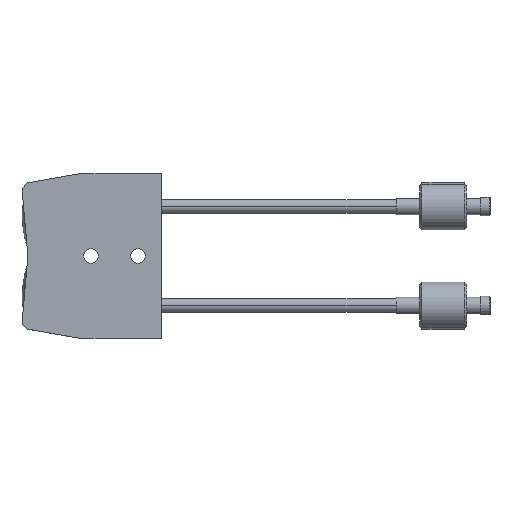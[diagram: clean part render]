
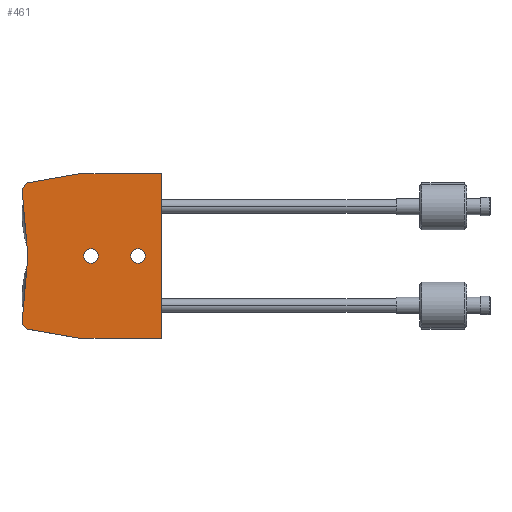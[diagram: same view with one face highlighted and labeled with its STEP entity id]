
A CAD part, top view. The second image highlights one B-rep face of the part: STEP entity #461.
In plain terms, the highlighted planar face has unit normal (0, 0, 1).
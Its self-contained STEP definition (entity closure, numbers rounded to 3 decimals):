
#1 = CARTESIAN_POINT ( 'NONE',  ( -15., 17.5, 5. ) ) ;
#3 = CARTESIAN_POINT ( 'NONE',  ( -13.696, -15.544, 5. ) ) ;
#12 = VERTEX_POINT ( 'NONE', #611 ) ;
#22 = ORIENTED_EDGE ( 'NONE', *, *, #338, .F. ) ;
#28 = VECTOR ( 'NONE', #216, 1000. ) ;
#39 = DIRECTION ( 'NONE',  ( 0.985, -0.174, 0. ) ) ;
#42 = AXIS2_PLACEMENT_3D ( 'NONE', #398, #799, #1608 ) ;
#57 = DIRECTION ( 'NONE',  ( 0., 0., 1. ) ) ;
#63 = DIRECTION ( 'NONE',  ( 1., 0., 0. ) ) ;
#79 = CIRCLE ( 'NONE', #582, 1.55 ) ;
#82 = VERTEX_POINT ( 'NONE', #1470 ) ;
#86 = EDGE_CURVE ( 'NONE', #215, #1218, #535, .T. ) ;
#115 = LINE ( 'NONE', #774, #174 ) ;
#124 = CARTESIAN_POINT ( 'NONE',  ( 10., 0., 5. ) ) ;
#129 = CARTESIAN_POINT ( 'NONE',  ( -2.6, 17.5, 5. ) ) ;
#135 = CIRCLE ( 'NONE', #42, 1.55 ) ;
#144 = ORIENTED_EDGE ( 'NONE', *, *, #1577, .F. ) ;
#146 = CARTESIAN_POINT ( 'NONE',  ( 0., 0., 5. ) ) ;
#174 = VECTOR ( 'NONE', #1702, 1000. ) ;
#182 = ORIENTED_EDGE ( 'NONE', *, *, #361, .T. ) ;
#183 = EDGE_CURVE ( 'NONE', #215, #1438, #115, .T. ) ;
#213 = DIRECTION ( 'NONE',  ( 0., 1., 0. ) ) ;
#215 = VERTEX_POINT ( 'NONE', #1700 ) ;
#216 = DIRECTION ( 'NONE',  ( 0.643, -0.766, 0. ) ) ;
#224 = CIRCLE ( 'NONE', #1240, 1.55 ) ;
#241 = VERTEX_POINT ( 'NONE', #956 ) ;
#244 = EDGE_CURVE ( 'NONE', #1442, #249, #560, .T. ) ;
#248 = DIRECTION ( 'NONE',  ( 1., 0., 0. ) ) ;
#249 = VERTEX_POINT ( 'NONE', #3 ) ;
#270 = ORIENTED_EDGE ( 'NONE', *, *, #86, .F. ) ;
#280 = DIRECTION ( 'NONE',  ( -0.087, 0.996, 0. ) ) ;
#281 = FACE_BOUND ( 'NONE', #927, .T. ) ;
#290 = EDGE_LOOP ( 'NONE', ( #22, #673, #182, #1144, #1505, #653, #270, #1184, #854 ) ) ;
#321 = FACE_BOUND ( 'NONE', #464, .T. ) ;
#338 = EDGE_CURVE ( 'NONE', #1442, #12, #1183, .T. ) ;
#361 = EDGE_CURVE ( 'NONE', #249, #782, #1055, .T. ) ;
#383 = LINE ( 'NONE', #1721, #841 ) ;
#398 = CARTESIAN_POINT ( 'NONE',  ( 0., 0., 5. ) ) ;
#428 = VECTOR ( 'NONE', #1109, 1000. ) ;
#435 = EDGE_CURVE ( 'NONE', #515, #241, #760, .T. ) ;
#436 = VECTOR ( 'NONE', #1239, 1000. ) ;
#444 = CARTESIAN_POINT ( 'NONE',  ( -15., -17.5, 5. ) ) ;
#459 = LINE ( 'NONE', #1, #1641 ) ;
#461 = ADVANCED_FACE ( 'NONE', ( #321, #281, #943 ), #1676, .F. ) ;
#464 = EDGE_LOOP ( 'NONE', ( #625, #1668 ) ) ;
#504 = CARTESIAN_POINT ( 'NONE',  ( 0., 0., 5. ) ) ;
#515 = VERTEX_POINT ( 'NONE', #856 ) ;
#535 = LINE ( 'NONE', #129, #816 ) ;
#544 = EDGE_CURVE ( 'NONE', #82, #1023, #224, .T. ) ;
#560 = LINE ( 'NONE', #885, #28 ) ;
#582 = AXIS2_PLACEMENT_3D ( 'NONE', #124, #905, #248 ) ;
#611 = CARTESIAN_POINT ( 'NONE',  ( -13.469, 0., 5. ) ) ;
#625 = ORIENTED_EDGE ( 'NONE', *, *, #544, .F. ) ;
#653 = ORIENTED_EDGE ( 'NONE', *, *, #656, .T. ) ;
#656 = EDGE_CURVE ( 'NONE', #241, #1218, #383, .T. ) ;
#659 = DIRECTION ( 'NONE',  ( 0.985, 0.174, 0. ) ) ;
#673 = ORIENTED_EDGE ( 'NONE', *, *, #244, .T. ) ;
#679 = EDGE_CURVE ( 'NONE', #1023, #82, #135, .T. ) ;
#708 = CARTESIAN_POINT ( 'NONE',  ( 10., 0., 5. ) ) ;
#713 = DIRECTION ( 'NONE',  ( -1., 0., 0. ) ) ;
#760 = LINE ( 'NONE', #863, #1039 ) ;
#774 = CARTESIAN_POINT ( 'NONE',  ( -14.713, 14.218, 5. ) ) ;
#782 = VERTEX_POINT ( 'NONE', #1099 ) ;
#799 = DIRECTION ( 'NONE',  ( 0., 0., 1. ) ) ;
#816 = VECTOR ( 'NONE', #659, 1000. ) ;
#841 = VECTOR ( 'NONE', #918, 1000. ) ;
#854 = ORIENTED_EDGE ( 'NONE', *, *, #1061, .F. ) ;
#856 = CARTESIAN_POINT ( 'NONE',  ( 15., -17.5, 5. ) ) ;
#863 = CARTESIAN_POINT ( 'NONE',  ( 15., -17.5, 5. ) ) ;
#870 = EDGE_CURVE ( 'NONE', #782, #515, #1456, .T. ) ;
#885 = CARTESIAN_POINT ( 'NONE',  ( -13.696, -15.544, 5. ) ) ;
#905 = DIRECTION ( 'NONE',  ( 0., 0., 1. ) ) ;
#918 = DIRECTION ( 'NONE',  ( -1., 0., 0. ) ) ;
#927 = EDGE_LOOP ( 'NONE', ( #144, #1121 ) ) ;
#943 = FACE_OUTER_BOUND ( 'NONE', #290, .T. ) ;
#956 = CARTESIAN_POINT ( 'NONE',  ( 15., 17.5, 5. ) ) ;
#959 = EDGE_CURVE ( 'NONE', #972, #1339, #79, .T. ) ;
#972 = VERTEX_POINT ( 'NONE', #1324 ) ;
#988 = DIRECTION ( 'NONE',  ( 0., 0., 1. ) ) ;
#1002 = CARTESIAN_POINT ( 'NONE',  ( -13.469, 0., 5. ) ) ;
#1017 = CARTESIAN_POINT ( 'NONE',  ( 11.55, 0., 5. ) ) ;
#1023 = VERTEX_POINT ( 'NONE', #1583 ) ;
#1039 = VECTOR ( 'NONE', #213, 1000. ) ;
#1046 = CARTESIAN_POINT ( 'NONE',  ( -14.722, -14.321, 5. ) ) ;
#1055 = LINE ( 'NONE', #1388, #1597 ) ;
#1061 = EDGE_CURVE ( 'NONE', #12, #1438, #459, .T. ) ;
#1080 = CIRCLE ( 'NONE', #1493, 1.55 ) ;
#1099 = CARTESIAN_POINT ( 'NONE',  ( -2.6, -17.5, 5. ) ) ;
#1109 = DIRECTION ( 'NONE',  ( 0.087, 0.996, 0. ) ) ;
#1121 = ORIENTED_EDGE ( 'NONE', *, *, #959, .F. ) ;
#1125 = DIRECTION ( 'NONE',  ( 0., 0., -1. ) ) ;
#1144 = ORIENTED_EDGE ( 'NONE', *, *, #870, .T. ) ;
#1181 = CARTESIAN_POINT ( 'NONE',  ( -14.713, 14.218, 5. ) ) ;
#1183 = LINE ( 'NONE', #1002, #428 ) ;
#1184 = ORIENTED_EDGE ( 'NONE', *, *, #183, .T. ) ;
#1218 = VERTEX_POINT ( 'NONE', #1423 ) ;
#1239 = DIRECTION ( 'NONE',  ( 1., 0., 0. ) ) ;
#1240 = AXIS2_PLACEMENT_3D ( 'NONE', #146, #57, #1658 ) ;
#1324 = CARTESIAN_POINT ( 'NONE',  ( 8.45, 0., 5. ) ) ;
#1339 = VERTEX_POINT ( 'NONE', #1017 ) ;
#1388 = CARTESIAN_POINT ( 'NONE',  ( -2.6, -17.5, 5. ) ) ;
#1423 = CARTESIAN_POINT ( 'NONE',  ( -2.6, 17.5, 5. ) ) ;
#1438 = VERTEX_POINT ( 'NONE', #1181 ) ;
#1442 = VERTEX_POINT ( 'NONE', #1046 ) ;
#1456 = LINE ( 'NONE', #444, #436 ) ;
#1470 = CARTESIAN_POINT ( 'NONE',  ( 1.55, 0., 5. ) ) ;
#1493 = AXIS2_PLACEMENT_3D ( 'NONE', #708, #988, #63 ) ;
#1505 = ORIENTED_EDGE ( 'NONE', *, *, #435, .T. ) ;
#1577 = EDGE_CURVE ( 'NONE', #1339, #972, #1080, .T. ) ;
#1583 = CARTESIAN_POINT ( 'NONE',  ( -1.55, 0., 5. ) ) ;
#1597 = VECTOR ( 'NONE', #39, 1000. ) ;
#1608 = DIRECTION ( 'NONE',  ( 1., 0., 0. ) ) ;
#1641 = VECTOR ( 'NONE', #280, 1000. ) ;
#1658 = DIRECTION ( 'NONE',  ( 1., 0., 0. ) ) ;
#1668 = ORIENTED_EDGE ( 'NONE', *, *, #679, .F. ) ;
#1676 = PLANE ( 'NONE',  #1714 ) ;
#1700 = CARTESIAN_POINT ( 'NONE',  ( -13.797, 15.526, 5. ) ) ;
#1702 = DIRECTION ( 'NONE',  ( -0.574, -0.819, 0. ) ) ;
#1714 = AXIS2_PLACEMENT_3D ( 'NONE', #504, #1125, #713 ) ;
#1721 = CARTESIAN_POINT ( 'NONE',  ( -15., 17.5, 5. ) ) ;
